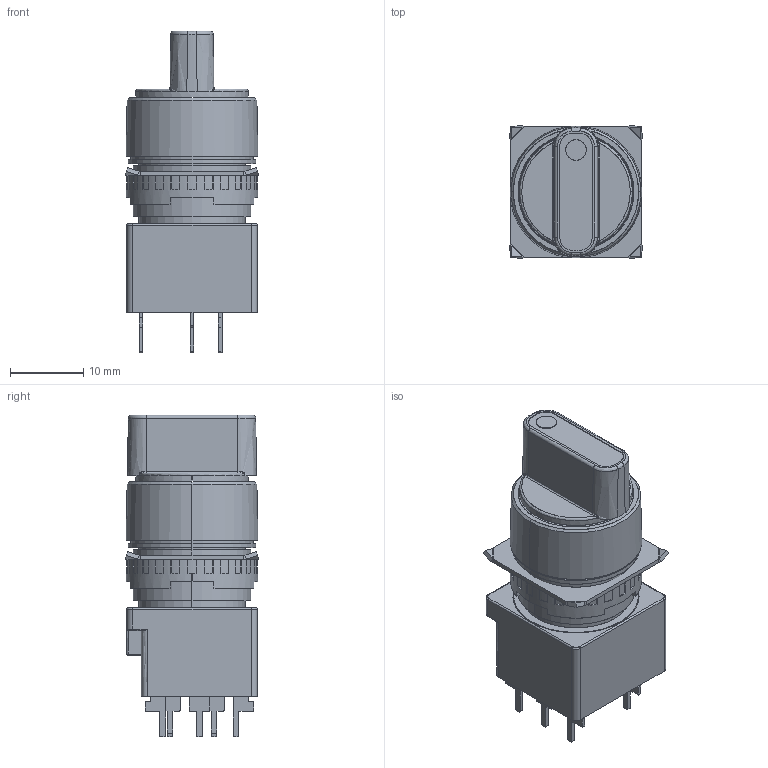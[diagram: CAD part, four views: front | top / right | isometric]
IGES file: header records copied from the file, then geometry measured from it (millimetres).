
Start section: SolidWorks IGES file using analytic representation for surfaces
Global section: file name: 48_LB1F-[2][3]$Tx#V$.IGS; native system: SolidWorks 2019; preprocessor: SolidWorks 2019; author: 1003660; date: 200925.092501; units: millimetre
Bounding box: 18.07 x 18.07 x 43.9 mm (x, y, z)
Surface area: 6138.4 mm2 (no closed solid volume)
Topology: 0 solids, 0 shells, 455 faces, 3979 edges, 3973 vertices
Faces by surface type: bspline 300, revolution 155
